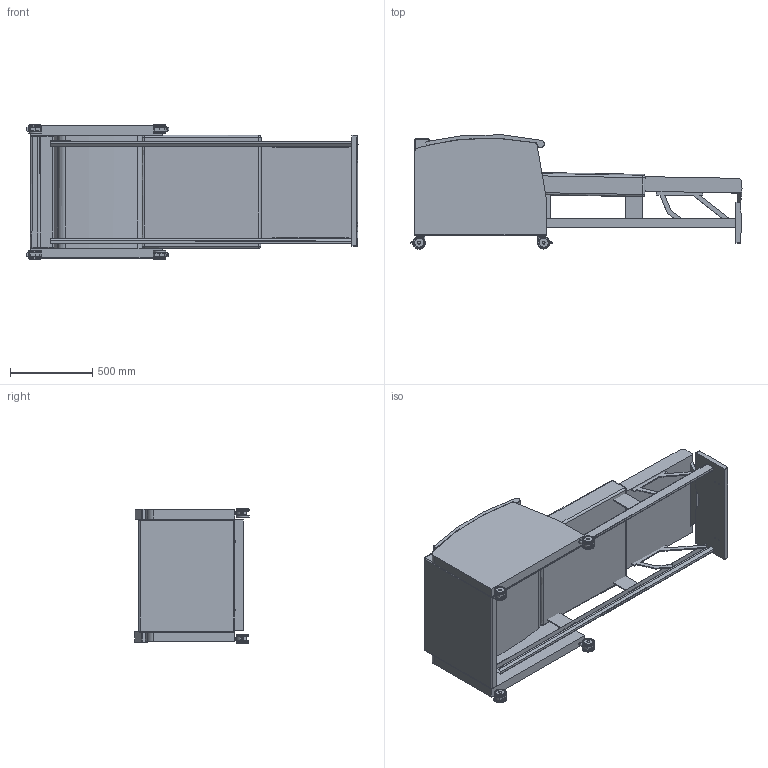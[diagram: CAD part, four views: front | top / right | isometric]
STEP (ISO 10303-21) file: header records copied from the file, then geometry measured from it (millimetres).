
FILE_DESCRIPTION(/* description */ (''),/* implementation_level */ '2;1');
FILE_NAME(/* name */ 'L1700W sleeper.stp',/* time_stamp */ '2017-02-06T12:59:48-05:00',/* author */ ('emerkel'),/* organization */ (''),/* preprocessor_version */ 'ST-DEVELOPER v16.5',/* originating_system */ 'Autodesk Inventor 2017',/* authorisation */ '');
FILE_SCHEMA (('AUTOMOTIVE_DESIGN { 1 0 10303 214 3 1 1 }'));
Length unit declared in the file: inch
Products named in the file (18): L1700U-W sleeper; E0800 ACARML; E0800 ACARMR; UFBACK E0700; UOBACK E0700; UPOUT 0700; USEAT 0700; USEATX 0700; CAST COL 3"LC; CAST COL LOCK; CAST COL 3IN CENTER; CAST COL 3IN WHEEL; CAST COL 3IN INNER WHEEL; CSTR STEM 1.5C; CHANNELS; CHNL BRKT 4X.25; USEATX BRKT; FL1010-1 MAC BLK-A
Assembly tree (28 placements, depth 3):
  L1700U-W sleeper
    E0800 ACARML
    E0800 ACARMR
    UFBACK E0700
    UOBACK E0700
    UPOUT 0700
    USEAT 0700
    USEATX 0700
    CAST COL 3"LC  x4
      CAST COL 3IN WHEEL
      CAST COL LOCK
      CAST COL 3IN CENTER
      CAST COL 3IN INNER WHEEL
      CSTR STEM 1.5C
    CHANNELS  x2
    CHNL BRKT 4X.25  x4
    USEATX BRKT  x2
    FL1010-1 MAC BLK-A  x2
Bounding box: 2016.23 x 692.35 x 816.57 mm (x, y, z)
Volume: 252729792.5 mm3; surface area: 8519258.9 mm2
Topology: 45 solids, 45 shells, 822 faces, 1776 edges, 1106 vertices
Faces by surface type: cylinder 299, plane 295, torus 154, sphere 46, bspline 16, cone 12
Full cylindrical faces by diameter (mm): 4.366 x10, 7.938 x11, 8.89 x4, 9.525 x4, 10.998 x4, 17.462 x4, 17.475 x4, 17.526 x8, 20.747 x4, 55.88 x8, 55.956 x8, 75.006 x8
Entity records: 10001 total; most frequent: CARTESIAN_POINT 2487, DIRECTION 1572, ORIENTED_EDGE 1326, EDGE_CURVE 663, AXIS2_PLACEMENT_3D 623, VERTEX_POINT 439, EDGE_LOOP 388, LINE 326
